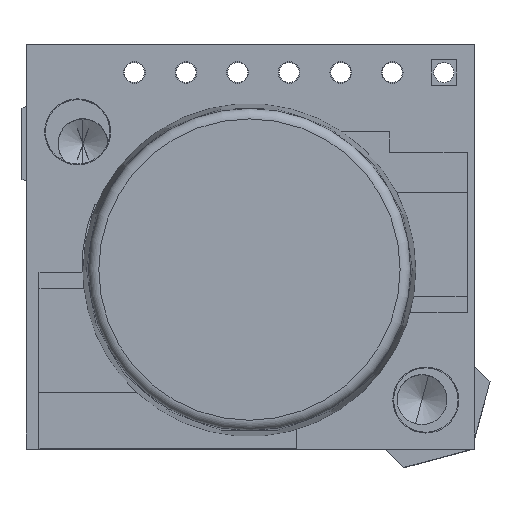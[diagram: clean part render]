
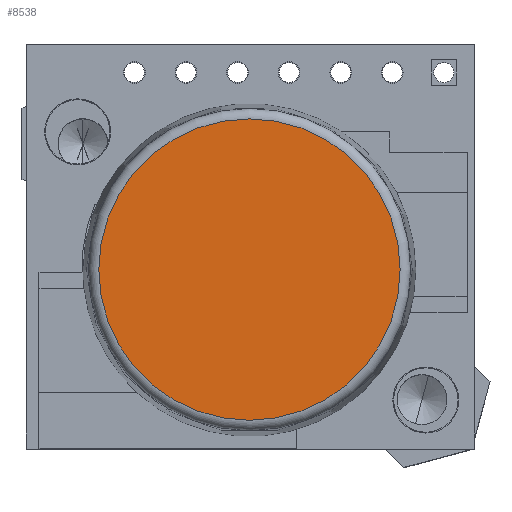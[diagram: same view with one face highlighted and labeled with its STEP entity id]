
A CAD part, top view. The second image highlights one B-rep face of the part: STEP entity #8538.
In plain terms, the highlighted planar face has unit normal (0, 0, 1).
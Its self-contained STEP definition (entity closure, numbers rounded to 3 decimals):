
#8103 = EDGE_CURVE('',#8104,#8104,#8106,.T.);
#8104 = VERTEX_POINT('',#8105);
#8105 = CARTESIAN_POINT('',(-7.721,-0.925,25.418));
#8106 = CIRCLE('',#8107,7.421);
#8107 = AXIS2_PLACEMENT_3D('',#8108,#8109,#8110);
#8108 = CARTESIAN_POINT('',(-0.3,-0.925,25.418));
#8109 = DIRECTION('',(0.,-0.,-1.));
#8110 = DIRECTION('',(1.,0.,0.));
#8538 = ADVANCED_FACE('',(#8539),#8542,.T.);
#8539 = FACE_BOUND('',#8540,.T.);
#8540 = EDGE_LOOP('',(#8541));
#8541 = ORIENTED_EDGE('',*,*,#8103,.F.);
#8542 = PLANE('',#8543);
#8543 = AXIS2_PLACEMENT_3D('',#8544,#8545,#8546);
#8544 = CARTESIAN_POINT('',(-0.3,-0.925,25.418));
#8545 = DIRECTION('',(0.,0.,1.));
#8546 = DIRECTION('',(-1.,0.,0.));
